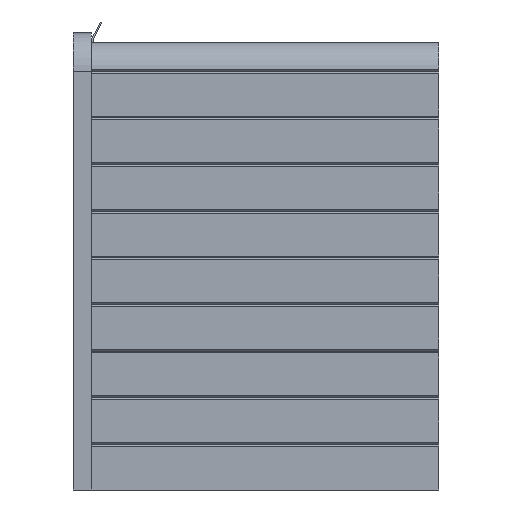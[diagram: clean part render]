
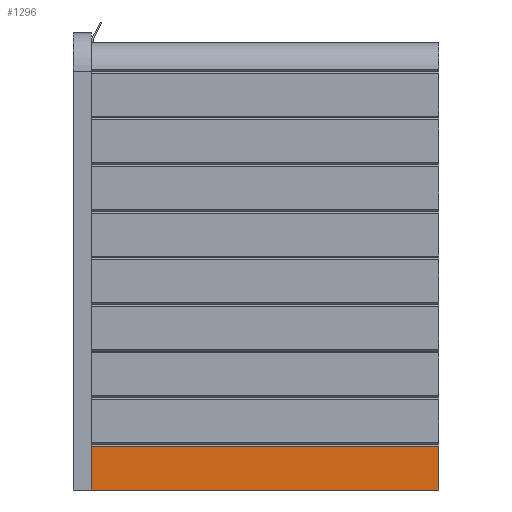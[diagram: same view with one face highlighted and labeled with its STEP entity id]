
A CAD part, left-side view. The second image highlights one B-rep face of the part: STEP entity #1296.
In plain terms, the highlighted planar face has unit normal (-1, 0, 0).
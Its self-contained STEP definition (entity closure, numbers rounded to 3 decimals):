
#215 = AXIS2_PLACEMENT_3D ( 'NONE', #3725, #1987, #2425 ) ;
#241 = EDGE_CURVE ( 'NONE', #1007, #5085, #2186, .T. ) ;
#586 = VERTEX_POINT ( 'NONE', #1174 ) ;
#913 = VECTOR ( 'NONE', #2753, 1000. ) ;
#975 = VECTOR ( 'NONE', #4169, 1000. ) ;
#995 = VECTOR ( 'NONE', #4766, 1000. ) ;
#1007 = VERTEX_POINT ( 'NONE', #1310 ) ;
#1174 = CARTESIAN_POINT ( 'NONE',  ( -590., 0., 0. ) ) ;
#1296 = ADVANCED_FACE ( 'NONE', ( #2454 ), #4012, .F. ) ;
#1310 = CARTESIAN_POINT ( 'NONE',  ( -590., 380., 48. ) ) ;
#1440 = LINE ( 'NONE', #3213, #913 ) ;
#1542 = EDGE_LOOP ( 'NONE', ( #2864, #1691, #1870, #3190 ) ) ;
#1691 = ORIENTED_EDGE ( 'NONE', *, *, #3358, .T. ) ;
#1870 = ORIENTED_EDGE ( 'NONE', *, *, #241, .T. ) ;
#1898 = LINE ( 'NONE', #4554, #975 ) ;
#1987 = DIRECTION ( 'NONE',  ( 1., 0., 0. ) ) ;
#2186 = LINE ( 'NONE', #5239, #995 ) ;
#2425 = DIRECTION ( 'NONE',  ( 0., 1., 0. ) ) ;
#2454 = FACE_OUTER_BOUND ( 'NONE', #1542, .T. ) ;
#2472 = VERTEX_POINT ( 'NONE', #5042 ) ;
#2753 = DIRECTION ( 'NONE',  ( 0., -1., 0. ) ) ;
#2864 = ORIENTED_EDGE ( 'NONE', *, *, #4378, .F. ) ;
#2992 = VECTOR ( 'NONE', #3537, 1000. ) ;
#3092 = CARTESIAN_POINT ( 'NONE',  ( -590., 0., 48. ) ) ;
#3190 = ORIENTED_EDGE ( 'NONE', *, *, #4098, .T. ) ;
#3213 = CARTESIAN_POINT ( 'NONE',  ( -590., 0., 0. ) ) ;
#3358 = EDGE_CURVE ( 'NONE', #2472, #1007, #3546, .T. ) ;
#3537 = DIRECTION ( 'NONE',  ( 0., 1., 0. ) ) ;
#3546 = LINE ( 'NONE', #3092, #2992 ) ;
#3725 = CARTESIAN_POINT ( 'NONE',  ( -590., 0., 490. ) ) ;
#4012 = PLANE ( 'NONE',  #215 ) ;
#4098 = EDGE_CURVE ( 'NONE', #5085, #586, #1440, .T. ) ;
#4169 = DIRECTION ( 'NONE',  ( 0., 0., -1. ) ) ;
#4378 = EDGE_CURVE ( 'NONE', #2472, #586, #1898, .T. ) ;
#4409 = CARTESIAN_POINT ( 'NONE',  ( -590., 380., 0. ) ) ;
#4554 = CARTESIAN_POINT ( 'NONE',  ( -590., 0., 490. ) ) ;
#4766 = DIRECTION ( 'NONE',  ( 0., 0., -1. ) ) ;
#5042 = CARTESIAN_POINT ( 'NONE',  ( -590., 0., 48. ) ) ;
#5085 = VERTEX_POINT ( 'NONE', #4409 ) ;
#5239 = CARTESIAN_POINT ( 'NONE',  ( -590., 380., 490. ) ) ;
